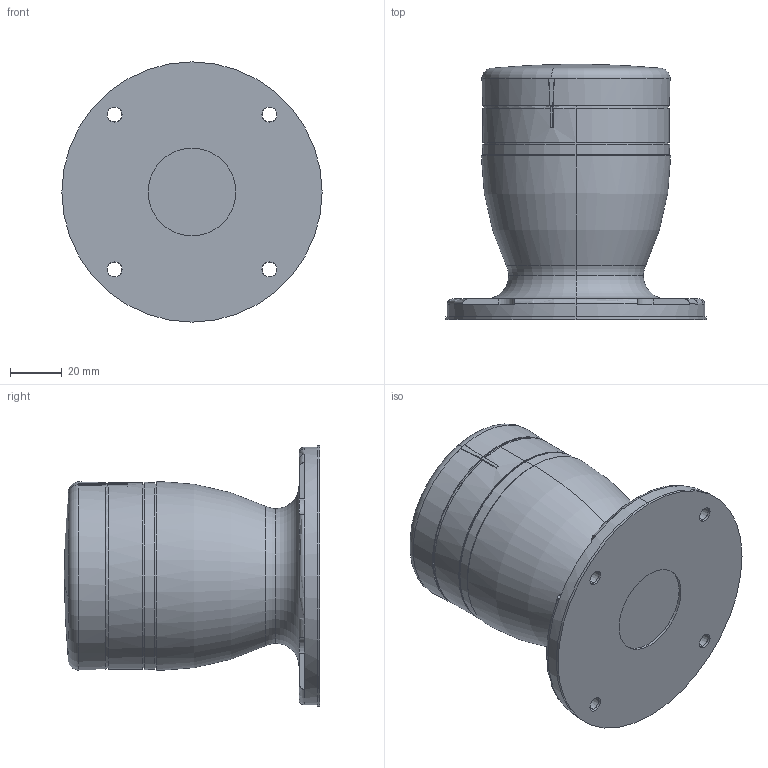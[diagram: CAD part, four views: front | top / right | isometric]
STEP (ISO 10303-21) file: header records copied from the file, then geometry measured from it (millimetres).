
FILE_DESCRIPTION (( 'STEP AP214' ), '1' );
FILE_NAME ('sl7_cb_emh.stp', '2013-09-20T09:12:20', ( '' ), ( '' ), 'SwSTEP 2.0', 'SolidWorks 2011', '' );
FILE_SCHEMA (( 'AUTOMOTIVE_DESIGN' ));
Length unit declared in the file: millimetre
Products named in the file (3): SL7-TowerCap_HI; 171449_part1_HI; sl7_cb_emh
Assembly tree (2 placements, depth 2):
  sl7_cb_emh
    SL7-TowerCap_HI
    171449_part1_HI
Bounding box: 101 x 99.1 x 101 mm (x, y, z)
Volume: 379419.3 mm3; surface area: 53591.7 mm2
Topology: 2 solids, 2 shells, 147 faces, 359 edges, 235 vertices
Faces by surface type: plane 67, cylinder 43, torus 17, cone 16, sphere 4
Entity records: 4601 total; most frequent: CARTESIAN_POINT 848, DIRECTION 839, ORIENTED_EDGE 718, EDGE_CURVE 359, AXIS2_PLACEMENT_3D 338, VERTEX_POINT 235, CIRCLE 186, EDGE_LOOP 174
